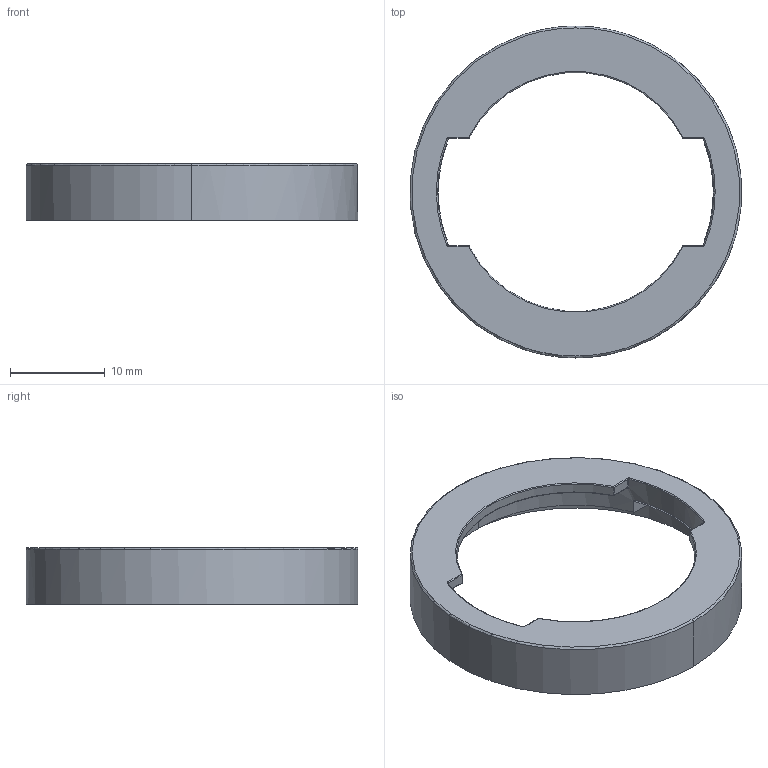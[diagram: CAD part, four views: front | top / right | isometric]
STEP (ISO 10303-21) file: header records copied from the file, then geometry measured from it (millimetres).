
FILE_DESCRIPTION(('STEP AP214'),'1');
FILE_NAME('Garmin quarter turn socket 1.stp','2020-11-18T14:45:40',('Paul Barnard'),(''),'Spatial InterOp 3D',' ',' ');
FILE_SCHEMA(('AUTOMOTIVE_DESIGN { 1 0 10303 214 1 1 1 1 }'));
Length unit declared in the file: inch
Products named in the file (1): Body1
Bounding box: 34.95 x 35 x 6 mm (x, y, z)
Volume: 1488.9 mm3; surface area: 2058.9 mm2
Topology: 1 solids, 1 shells, 88 faces, 218 edges, 132 vertices
Faces by surface type: cylinder 36, torus 20, plane 16, sphere 8, bspline 8
Entity records: 3739 total; most frequent: CARTESIAN_POINT 883, DIRECTION 492, ORIENTED_EDGE 436, EDGE_CURVE 218, AXIS2_PLACEMENT_3D 213, VERTEX_POINT 132, CIRCLE 132, EDGE_LOOP 90
